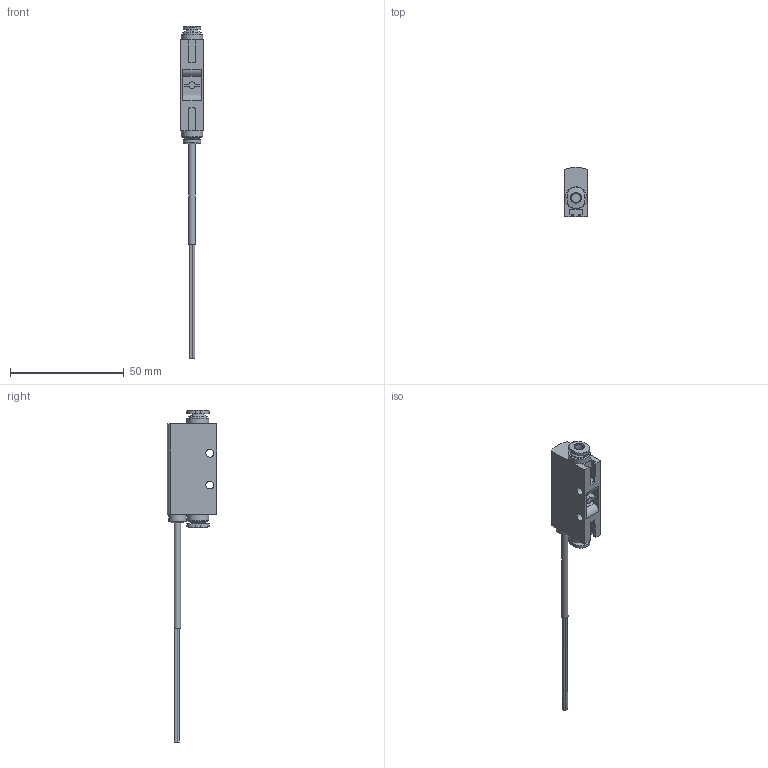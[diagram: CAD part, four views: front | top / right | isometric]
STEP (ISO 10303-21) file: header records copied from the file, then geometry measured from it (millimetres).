
FILE_DESCRIPTION(/* description */ ('STEP AP214'),/* implementation_level */ '2;1');
FILE_NAME(/* name */ '8058515_SFTE-10U-Q4-B-2_5K',/* time_stamp */ '2024-09-15T02:16:39+02:00',/* author */ ('License CC BY-ND 4.0'),/* organization */ ('CADENAS'),/* preprocessor_version */ 'ST-DEVELOPER v19.3',/* originating_system */ 'PARTsolutions',/* authorisation */ ' ');
FILE_SCHEMA (('AUTOMOTIVE_DESIGN {1 0 10303 214 3 1 1}'));
Length unit declared in the file: millimetre
Products named in the file (2): 8058515 SFTE-10U-Q4-B-2.5K---(high); 8035301 SFTE-10-Q4-1---(mechanical-highh)
Assembly tree (1 placements, depth 2):
  8058515 SFTE-10U-Q4-B-2.5K---(high)
    8035301 SFTE-10-Q4-1---(mechanical-highh)
Bounding box: 10 x 21.6 x 146.04 mm (x, y, z)
Volume: 8666.7 mm3; surface area: 5230.3 mm2
Topology: 1 solids, 1 shells, 107 faces, 268 edges, 180 vertices
Faces by surface type: plane 56, cylinder 40, torus 7, cone 4
Full cylindrical faces by diameter (mm): 1 x3, 2.9 x1, 3.4 x2, 4 x2, 4.2 x2, 5.2 x2, 7.7 x1, 8 x2, 9.6 x2
Entity records: 3851 total; most frequent: CARTESIAN_POINT 577, DIRECTION 520, ORIENTED_EDGE 472, EDGE_CURVE 236, AXIS2_PLACEMENT_3D 195, VERTEX_POINT 172, EDGE_LOOP 152, FACE_BOUND 152
